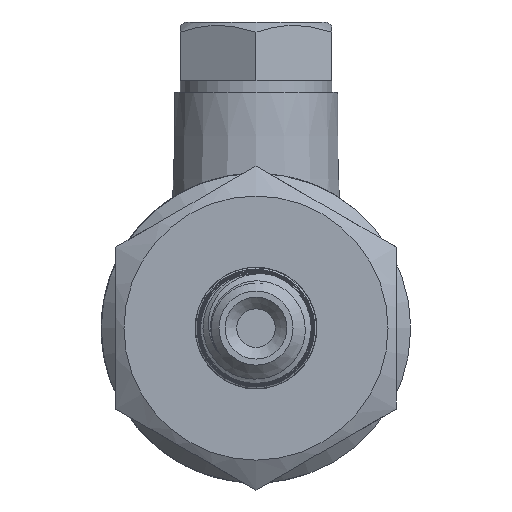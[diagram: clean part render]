
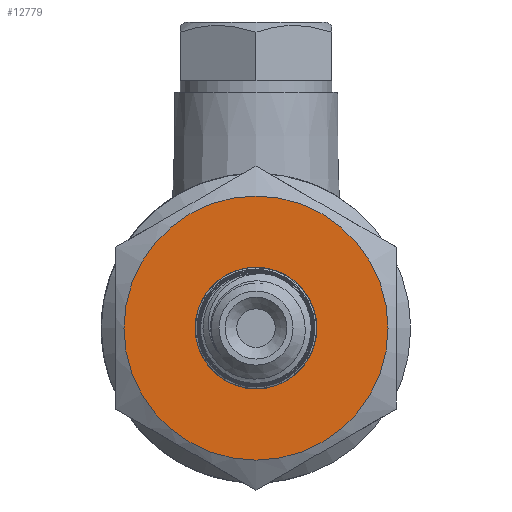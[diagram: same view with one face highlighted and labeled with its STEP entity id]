
A CAD part, left-side view. The second image highlights one B-rep face of the part: STEP entity #12779.
In plain terms, the highlighted planar face has unit normal (-1, 0, 0).
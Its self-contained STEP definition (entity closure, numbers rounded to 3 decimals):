
#1127=FACE_BOUND('',#3852,.T.);
#3095=FACE_OUTER_BOUND('',#3851,.T.);
#3851=EDGE_LOOP('',(#8614));
#3852=EDGE_LOOP('',(#8615));
#4655=CIRCLE('',#13594,11.3);
#4656=CIRCLE('',#13595,5.21);
#5171=VERTEX_POINT('',#18179);
#5172=VERTEX_POINT('',#18181);
#6545=EDGE_CURVE('',#5171,#5171,#4655,.T.);
#6546=EDGE_CURVE('',#5172,#5172,#4656,.T.);
#8614=ORIENTED_EDGE('',*,*,#6545,.T.);
#8615=ORIENTED_EDGE('',*,*,#6546,.T.);
#12619=PLANE('',#13593);
#12779=ADVANCED_FACE('',(#3095,#1127),#12619,.T.);
#13593=AXIS2_PLACEMENT_3D('',#18178,#14576,#14577);
#13594=AXIS2_PLACEMENT_3D('',#18180,#14578,#14579);
#13595=AXIS2_PLACEMENT_3D('',#18182,#14580,#14581);
#14576=DIRECTION('center_axis',(-1.,0.,0.));
#14577=DIRECTION('ref_axis',(0.,0.,1.));
#14578=DIRECTION('center_axis',(-1.,0.,0.));
#14579=DIRECTION('ref_axis',(0.,1.,0.));
#14580=DIRECTION('center_axis',(1.,0.,0.));
#14581=DIRECTION('ref_axis',(0.,0.,-1.));
#18178=CARTESIAN_POINT('Origin',(14.,12.,0.));
#18179=CARTESIAN_POINT('',(14.,-11.3,0.));
#18180=CARTESIAN_POINT('Origin',(14.,0.,0.));
#18181=CARTESIAN_POINT('',(14.,-5.21,0.));
#18182=CARTESIAN_POINT('Origin',(14.,0.,0.));
